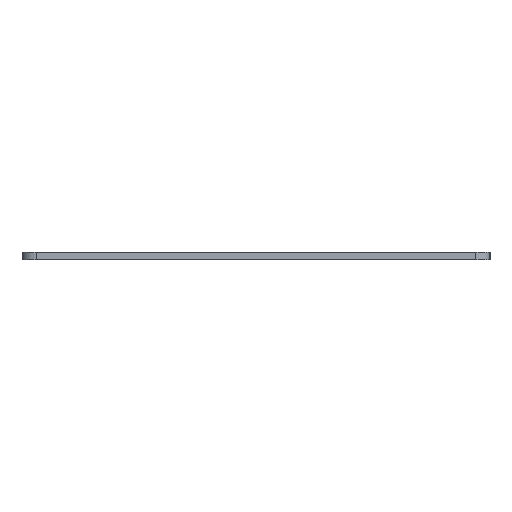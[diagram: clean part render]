
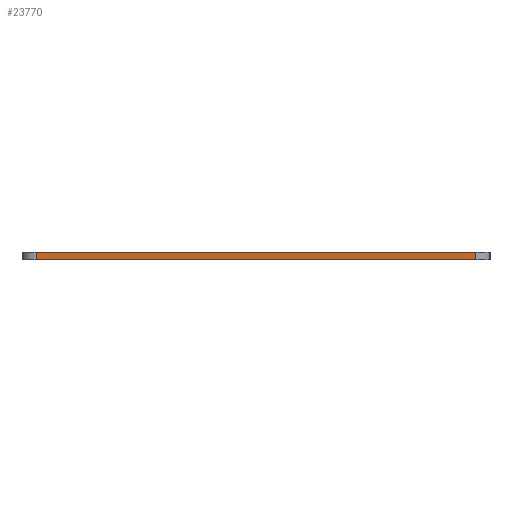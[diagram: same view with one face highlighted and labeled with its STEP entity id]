
A CAD part, left-side view. The second image highlights one B-rep face of the part: STEP entity #23770.
In plain terms, the highlighted planar face has unit normal (-1, 0, 0).
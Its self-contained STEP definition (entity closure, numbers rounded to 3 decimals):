
#83 = PLANE('',#84);
#84 = AXIS2_PLACEMENT_3D('',#85,#86,#87);
#85 = CARTESIAN_POINT('',(180.501,-49.15,1.5));
#86 = DIRECTION('',(0.,0.,1.));
#87 = DIRECTION('',(1.,0.,-0.));
#111 = CYLINDRICAL_SURFACE('',#112,3.);
#112 = AXIS2_PLACEMENT_3D('',#113,#114,#115);
#113 = CARTESIAN_POINT('',(3.,-3.,0.));
#114 = DIRECTION('',(-0.,-0.,-1.));
#115 = DIRECTION('',(1.,0.,-0.));
#137 = PLANE('',#138);
#138 = AXIS2_PLACEMENT_3D('',#139,#140,#141);
#139 = CARTESIAN_POINT('',(180.501,-49.15,0.));
#140 = DIRECTION('',(0.,0.,1.));
#141 = DIRECTION('',(1.,0.,-0.));
#232 = VERTEX_POINT('',#233);
#233 = CARTESIAN_POINT('',(0.,-3.,1.5));
#255 = EDGE_CURVE('',#256,#232,#258,.T.);
#256 = VERTEX_POINT('',#257);
#257 = CARTESIAN_POINT('',(0.,-3.,0.));
#258 = SURFACE_CURVE('',#259,(#263,#270),.PCURVE_S1.);
#259 = LINE('',#260,#261);
#260 = CARTESIAN_POINT('',(0.,-3.,0.));
#261 = VECTOR('',#262,1.);
#262 = DIRECTION('',(0.,0.,1.));
#263 = PCURVE('',#111,#264);
#264 = DEFINITIONAL_REPRESENTATION('',(#265),#269);
#265 = LINE('',#266,#267);
#266 = CARTESIAN_POINT('',(-3.142,0.));
#267 = VECTOR('',#268,1.);
#268 = DIRECTION('',(-0.,-1.));
#269 = ( GEOMETRIC_REPRESENTATION_CONTEXT(2) 
PARAMETRIC_REPRESENTATION_CONTEXT() REPRESENTATION_CONTEXT('2D SPACE',''
  ) );
#270 = PCURVE('',#271,#276);
#271 = PLANE('',#272);
#272 = AXIS2_PLACEMENT_3D('',#273,#274,#275);
#273 = CARTESIAN_POINT('',(0.,-3.,0.));
#274 = DIRECTION('',(1.,0.,-0.));
#275 = DIRECTION('',(0.,-1.,0.));
#276 = DEFINITIONAL_REPRESENTATION('',(#277),#281);
#277 = LINE('',#278,#279);
#278 = CARTESIAN_POINT('',(0.,0.));
#279 = VECTOR('',#280,1.);
#280 = DIRECTION('',(0.,-1.));
#281 = ( GEOMETRIC_REPRESENTATION_CONTEXT(2) 
PARAMETRIC_REPRESENTATION_CONTEXT() REPRESENTATION_CONTEXT('2D SPACE',''
  ) );
#310 = EDGE_CURVE('',#256,#311,#313,.T.);
#311 = VERTEX_POINT('',#312);
#312 = CARTESIAN_POINT('',(0.,-95.3,0.));
#313 = SURFACE_CURVE('',#314,(#318,#325),.PCURVE_S1.);
#314 = LINE('',#315,#316);
#315 = CARTESIAN_POINT('',(0.,-3.,0.));
#316 = VECTOR('',#317,1.);
#317 = DIRECTION('',(0.,-1.,0.));
#318 = PCURVE('',#137,#319);
#319 = DEFINITIONAL_REPRESENTATION('',(#320),#324);
#320 = LINE('',#321,#322);
#321 = CARTESIAN_POINT('',(-180.501,46.15));
#322 = VECTOR('',#323,1.);
#323 = DIRECTION('',(0.,-1.));
#324 = ( GEOMETRIC_REPRESENTATION_CONTEXT(2) 
PARAMETRIC_REPRESENTATION_CONTEXT() REPRESENTATION_CONTEXT('2D SPACE',''
  ) );
#325 = PCURVE('',#271,#326);
#326 = DEFINITIONAL_REPRESENTATION('',(#327),#331);
#327 = LINE('',#328,#329);
#328 = CARTESIAN_POINT('',(0.,0.));
#329 = VECTOR('',#330,1.);
#330 = DIRECTION('',(1.,0.));
#331 = ( GEOMETRIC_REPRESENTATION_CONTEXT(2) 
PARAMETRIC_REPRESENTATION_CONTEXT() REPRESENTATION_CONTEXT('2D SPACE',''
  ) );
#350 = CYLINDRICAL_SURFACE('',#351,3.);
#351 = AXIS2_PLACEMENT_3D('',#352,#353,#354);
#352 = CARTESIAN_POINT('',(3.,-95.3,0.));
#353 = DIRECTION('',(-0.,-0.,-1.));
#354 = DIRECTION('',(1.,0.,-0.));
#13142 = EDGE_CURVE('',#232,#13143,#13145,.T.);
#13143 = VERTEX_POINT('',#13144);
#13144 = CARTESIAN_POINT('',(0.,-95.3,1.5));
#13145 = SURFACE_CURVE('',#13146,(#13150,#13157),.PCURVE_S1.);
#13146 = LINE('',#13147,#13148);
#13147 = CARTESIAN_POINT('',(0.,-3.,1.5));
#13148 = VECTOR('',#13149,1.);
#13149 = DIRECTION('',(0.,-1.,0.));
#13150 = PCURVE('',#83,#13151);
#13151 = DEFINITIONAL_REPRESENTATION('',(#13152),#13156);
#13152 = LINE('',#13153,#13154);
#13153 = CARTESIAN_POINT('',(-180.501,46.15));
#13154 = VECTOR('',#13155,1.);
#13155 = DIRECTION('',(0.,-1.));
#13156 = ( GEOMETRIC_REPRESENTATION_CONTEXT(2) 
PARAMETRIC_REPRESENTATION_CONTEXT() REPRESENTATION_CONTEXT('2D SPACE',''
  ) );
#13157 = PCURVE('',#271,#13158);
#13158 = DEFINITIONAL_REPRESENTATION('',(#13159),#13163);
#13159 = LINE('',#13160,#13161);
#13160 = CARTESIAN_POINT('',(0.,-1.5));
#13161 = VECTOR('',#13162,1.);
#13162 = DIRECTION('',(1.,0.));
#13163 = ( GEOMETRIC_REPRESENTATION_CONTEXT(2) 
PARAMETRIC_REPRESENTATION_CONTEXT() REPRESENTATION_CONTEXT('2D SPACE',''
  ) );
#23770 = ADVANCED_FACE('',(#23771),#271,.F.);
#23771 = FACE_BOUND('',#23772,.F.);
#23772 = EDGE_LOOP('',(#23773,#23774,#23775,#23796));
#23773 = ORIENTED_EDGE('',*,*,#255,.T.);
#23774 = ORIENTED_EDGE('',*,*,#13142,.T.);
#23775 = ORIENTED_EDGE('',*,*,#23776,.F.);
#23776 = EDGE_CURVE('',#311,#13143,#23777,.T.);
#23777 = SURFACE_CURVE('',#23778,(#23782,#23789),.PCURVE_S1.);
#23778 = LINE('',#23779,#23780);
#23779 = CARTESIAN_POINT('',(0.,-95.3,0.));
#23780 = VECTOR('',#23781,1.);
#23781 = DIRECTION('',(0.,0.,1.));
#23782 = PCURVE('',#271,#23783);
#23783 = DEFINITIONAL_REPRESENTATION('',(#23784),#23788);
#23784 = LINE('',#23785,#23786);
#23785 = CARTESIAN_POINT('',(92.3,0.));
#23786 = VECTOR('',#23787,1.);
#23787 = DIRECTION('',(0.,-1.));
#23788 = ( GEOMETRIC_REPRESENTATION_CONTEXT(2) 
PARAMETRIC_REPRESENTATION_CONTEXT() REPRESENTATION_CONTEXT('2D SPACE',''
  ) );
#23789 = PCURVE('',#350,#23790);
#23790 = DEFINITIONAL_REPRESENTATION('',(#23791),#23795);
#23791 = LINE('',#23792,#23793);
#23792 = CARTESIAN_POINT('',(-3.142,0.));
#23793 = VECTOR('',#23794,1.);
#23794 = DIRECTION('',(-0.,-1.));
#23795 = ( GEOMETRIC_REPRESENTATION_CONTEXT(2) 
PARAMETRIC_REPRESENTATION_CONTEXT() REPRESENTATION_CONTEXT('2D SPACE',''
  ) );
#23796 = ORIENTED_EDGE('',*,*,#310,.F.);
